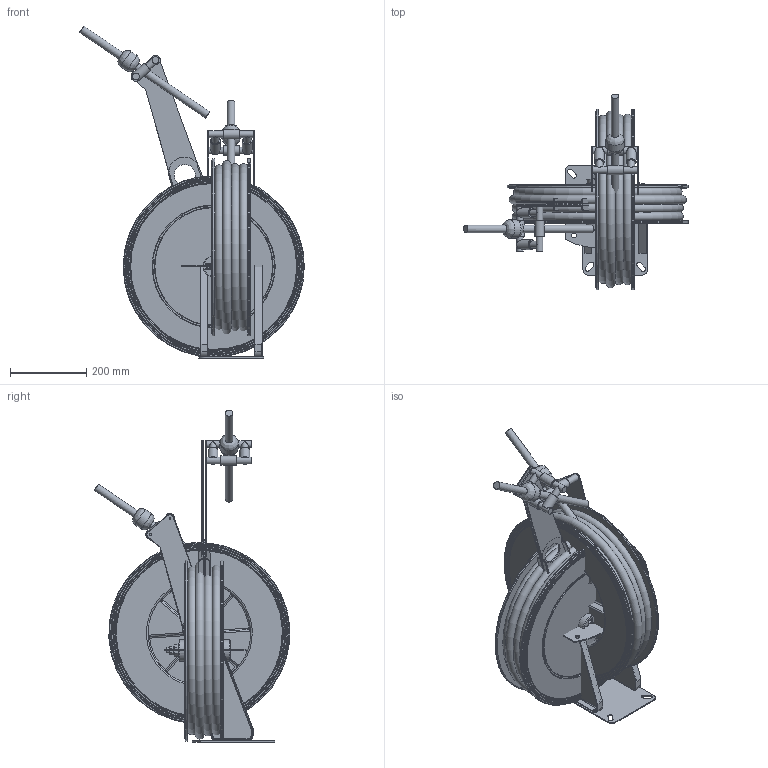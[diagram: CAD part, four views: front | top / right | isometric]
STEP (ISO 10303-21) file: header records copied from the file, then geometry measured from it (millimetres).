
FILE_DESCRIPTION( ( 'Unknown' ), '1' );
FILE_NAME( 'SR00013.stp', 'Unknown', ( 'Unknown' ), ( 'Unknown' ), 'PSStep 14.0', 'Unknown', ' ' );
FILE_SCHEMA( ( 'AUTOMOTIVE_DESIGN { 1 0 10303 214 1 1 1 1 }' ) );
Length unit declared in the file: millimetre
Products named in the file (6): Assem1; Fotplatta; Stativ; Trumma; Stativ2
Bounding box: 590.05 x 513.62 x 871.93 mm (x, y, z)
Volume: 30780121.3 mm3; surface area: 2154050.2 mm2
Topology: 10 solids, 10 shells, 758 faces, 1886 edges, 1198 vertices
Faces by surface type: plane 300, cylinder 298, torus 120, bspline 24, sphere 16
Full cylindrical faces by diameter (mm): 5 x8, 9 x8, 9.093 x2, 10 x8, 12 x4, 13 x6, 15 x2, 18 x12, 20 x4, 25 x4, 26 x4, 34.574 x2, 48.624 x2, 55 x4, 56.808 x4, 270 x2, 312 x2, 320 x2, 476 x4
Entity records: 16814 total; most frequent: CARTESIAN_POINT 5185, DIRECTION 1842, ORIENTED_EDGE 1606, EDGE_CURVE 803, AXIS2_PLACEMENT_3D 728, VERTEX_POINT 545, EDGE_LOOP 530, FACE_OUTER_BOUND 459
